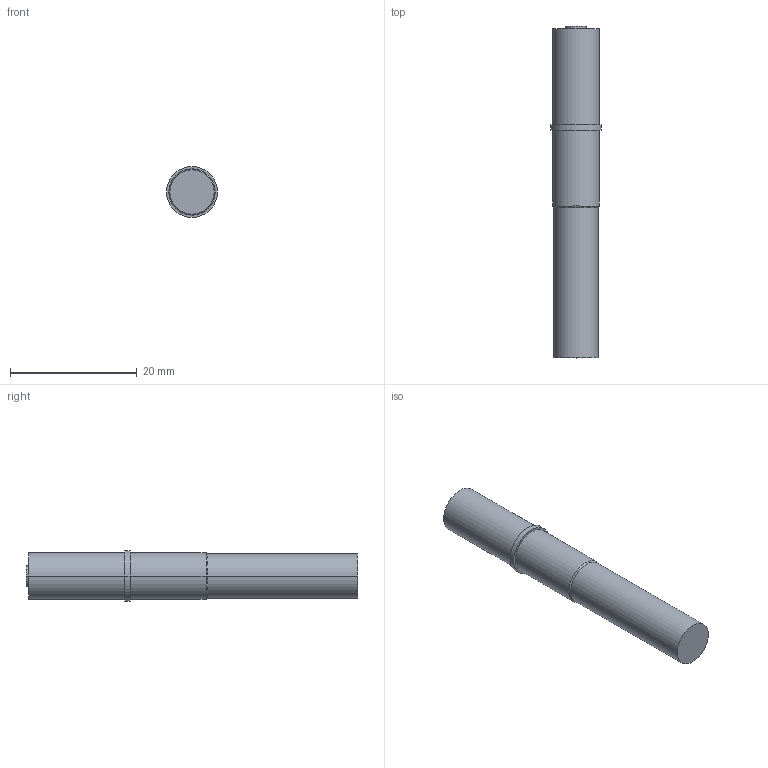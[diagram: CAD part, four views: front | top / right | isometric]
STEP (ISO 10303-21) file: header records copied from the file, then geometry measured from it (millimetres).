
FILE_DESCRIPTION((''),'2;1');
FILE_NAME('00170470102','2020-09-17T',('presta_be4'),(''),'CREO PARAMETRIC BY PTC INC, 2018360','CREO PARAMETRIC BY PTC INC, 2018360','');
FILE_SCHEMA(('CONFIG_CONTROL_DESIGN'));
Length unit declared in the file: millimetre
Products named in the file (1): 00170470102
Bounding box: 8.03 x 52.44 x 8.03 mm (x, y, z)
Volume: 2011.6 mm3; surface area: 1466.2 mm2
Topology: 1 solids, 1 shells, 29 faces, 56 edges, 36 vertices
Faces by surface type: cylinder 18, plane 9, cone 2
Entity records: 792 total; most frequent: DIRECTION 150, CARTESIAN_POINT 121, ORIENTED_EDGE 112, AXIS2_PLACEMENT_3D 65, EDGE_CURVE 56, VERTEX_POINT 36, EDGE_LOOP 36, CIRCLE 36
